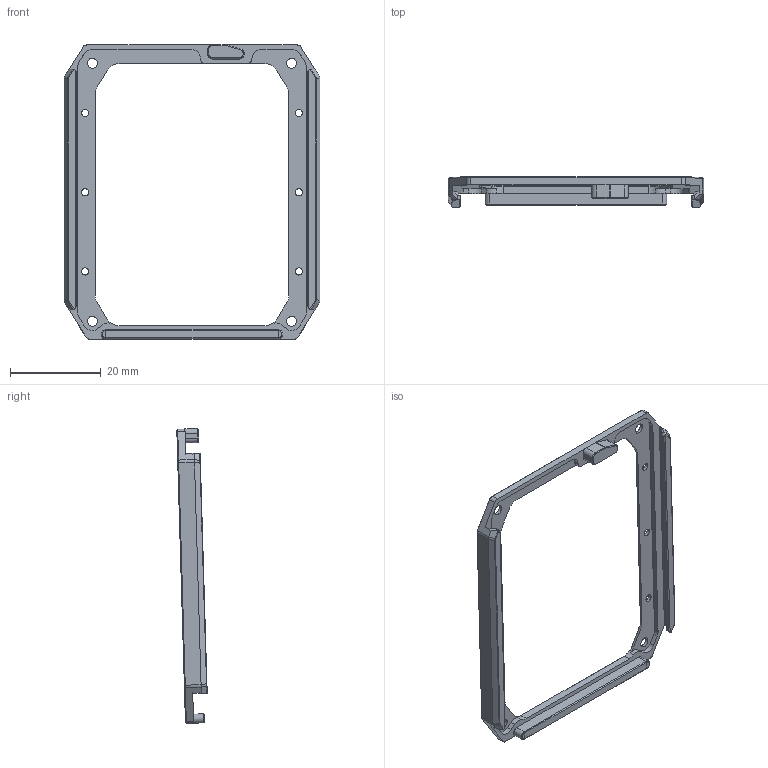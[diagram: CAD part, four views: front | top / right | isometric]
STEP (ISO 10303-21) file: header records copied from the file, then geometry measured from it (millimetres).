
FILE_DESCRIPTION((''),'2;1');
FILE_NAME('PM320-SDKB','2021-11-19T18:03:55',('nick.lai'),(''),'CREO PARAMETRIC BY PTC INC, 2019164','CREO PARAMETRIC BY PTC INC, 2019164','');
FILE_SCHEMA(('CONFIG_CONTROL_DESIGN'));
Length unit declared in the file: millimetre
Products named in the file (1): PM320-SDKB
Bounding box: 56.4 x 6.71 x 65.11 mm (x, y, z)
Surface area: 4196.8 mm2 (no closed solid volume)
Topology: 0 solids, 1 shells, 188 faces, 491 edges, 304 vertices
Faces by surface type: plane 93, cylinder 65, cone 23, bspline 7
Entity records: 6166 total; most frequent: CARTESIAN_POINT 1461, ORIENTED_EDGE 978, DIRECTION 963, EDGE_CURVE 491, AXIS2_PLACEMENT_3D 327, VECTOR 309, LINE 309, VERTEX_POINT 304
